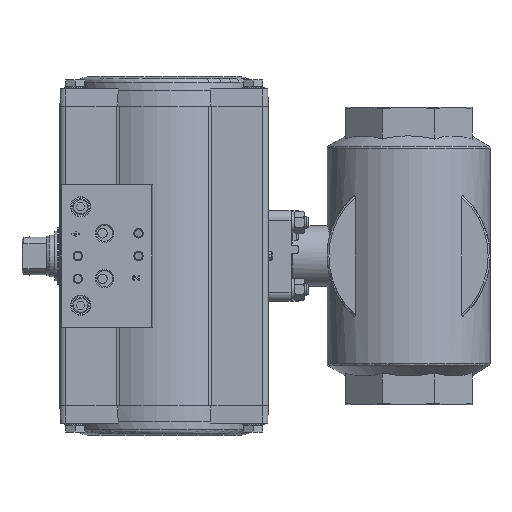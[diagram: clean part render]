
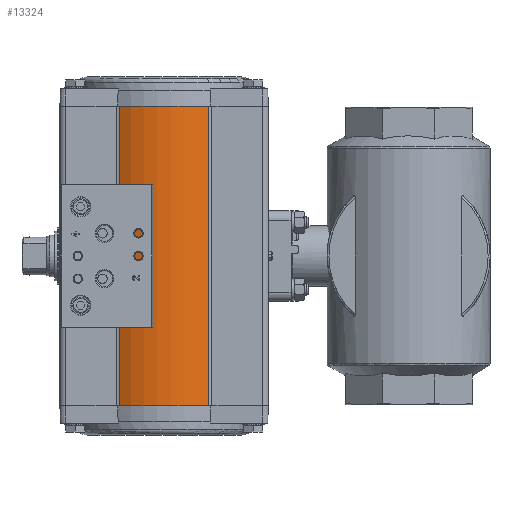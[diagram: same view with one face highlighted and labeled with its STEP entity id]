
A CAD part, left-side view. The second image highlights one B-rep face of the part: STEP entity #13324.
In plain terms, the highlighted cylindrical face has radius 46 mm (diameter 92 mm), a partial arc.
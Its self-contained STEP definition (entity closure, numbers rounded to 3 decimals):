
#1734=LINE('',#22303,#2549);
#1735=LINE('',#22307,#2550);
#2549=VECTOR('',#17369,1000.);
#2550=VECTOR('',#17376,1000.);
#4640=ORIENTED_EDGE('',*,*,#7665,.T.);
#4641=ORIENTED_EDGE('',*,*,#7664,.F.);
#4642=ORIENTED_EDGE('',*,*,#7666,.F.);
#4643=ORIENTED_EDGE('',*,*,#7667,.T.);
#7664=EDGE_CURVE('',#8904,#8868,#1734,.T.);
#7665=EDGE_CURVE('',#8864,#8868,#10122,.T.);
#7666=EDGE_CURVE('',#8899,#8904,#10123,.T.);
#7667=EDGE_CURVE('',#8899,#8864,#1735,.T.);
#8864=VERTEX_POINT('',#20980);
#8868=VERTEX_POINT('',#20988);
#8899=VERTEX_POINT('',#21099);
#8904=VERTEX_POINT('',#21109);
#10122=CIRCLE('',#14634,46.);
#10123=CIRCLE('',#14635,46.);
#10945=EDGE_LOOP('',(#4640,#4641,#4642,#4643));
#12086=FACE_BOUND('',#10945,.T.);
#12858=CYLINDRICAL_SURFACE('',#14633,46.);
#13324=ADVANCED_FACE('',(#12086),#12858,.T.);
#14633=AXIS2_PLACEMENT_3D('',#22304,#17370,#17371);
#14634=AXIS2_PLACEMENT_3D('',#22305,#17372,#17373);
#14635=AXIS2_PLACEMENT_3D('',#22306,#17374,#17375);
#17369=DIRECTION('',(0.,0.,-1.));
#17370=DIRECTION('',(0.,0.,-1.));
#17371=DIRECTION('',(-1.,0.,0.));
#17372=DIRECTION('',(0.,0.,1.));
#17373=DIRECTION('',(1.,0.,0.));
#17374=DIRECTION('',(0.,0.,1.));
#17375=DIRECTION('',(1.,0.,0.));
#17376=DIRECTION('',(0.,0.,-1.));
#20980=CARTESIAN_POINT('',(39.429,-23.694,-79.15));
#20988=CARTESIAN_POINT('',(39.429,23.694,-79.15));
#21099=CARTESIAN_POINT('',(39.429,-23.694,79.15));
#21109=CARTESIAN_POINT('',(39.429,23.694,79.15));
#22303=CARTESIAN_POINT('',(39.429,23.694,79.15));
#22304=CARTESIAN_POINT('',(0.,0.,
79.15));
#22305=CARTESIAN_POINT('',(0.,0.,
-79.15));
#22306=CARTESIAN_POINT('',(0.,0.,
79.15));
#22307=CARTESIAN_POINT('',(39.429,-23.694,79.15));
